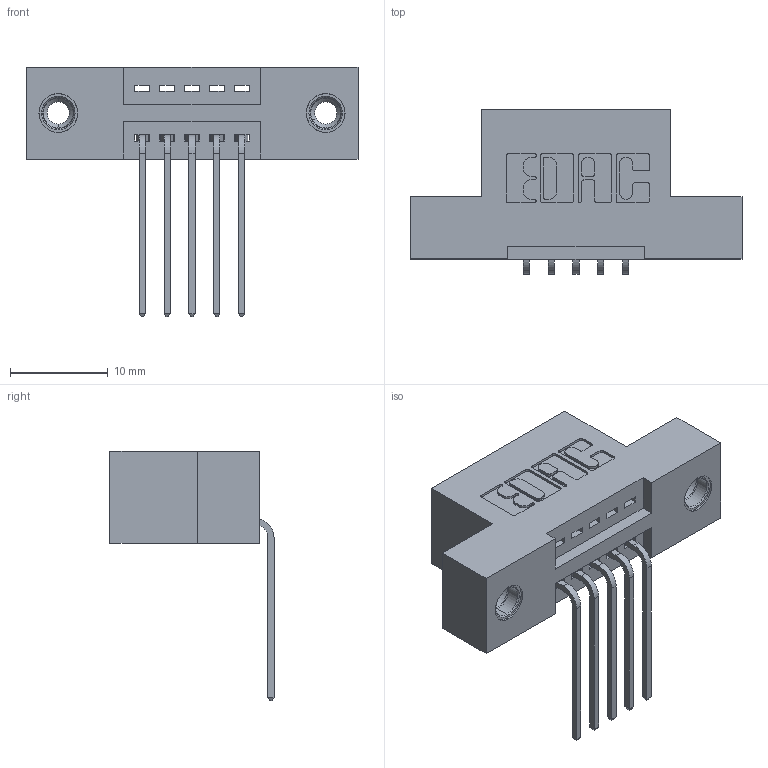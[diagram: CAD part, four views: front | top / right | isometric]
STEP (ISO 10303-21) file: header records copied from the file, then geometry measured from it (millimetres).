
FILE_DESCRIPTION (( 'STEP AP203' ), '1' );
FILE_NAME ('395-005-559-108.STEP', '2019-10-15T14:42:40', ( '' ), ( '' ), 'SwSTEP 2.0', 'SolidWorks 2016', '' );
FILE_SCHEMA (( 'CONFIG_CONTROL_DESIGN' ));
Length unit declared in the file: inch
Products named in the file (4): 345 Part_Flush Mounting Lugs - 0.156 Dia-TI; 345-292-001_558 559 Tail - 1; 345-250-001_345-250-003-102; 395-005-559-108
Assembly tree (8 placements, depth 2):
  395-005-559-108
    345 Part_Flush Mounting Lugs - 0.156 Dia-TI
    345-292-001_558 559 Tail - 1  x5
    345-250-001_345-250-003-102  x2
Bounding box: 33.91 x 16.75 x 25.53 mm (x, y, z)
Volume: 2927.8 mm3; surface area: 3504.9 mm2
Topology: 8 solids, 8 shells, 486 faces, 1387 edges, 910 vertices
Faces by surface type: plane 322, cylinder 148, cone 12, torus 4
Entity records: 10014 total; most frequent: CARTESIAN_POINT 1718, ORIENTED_EDGE 1650, DIRECTION 1581, EDGE_CURVE 825, VECTOR 653, LINE 653, VERTEX_POINT 544, AXIS2_PLACEMENT_3D 464
